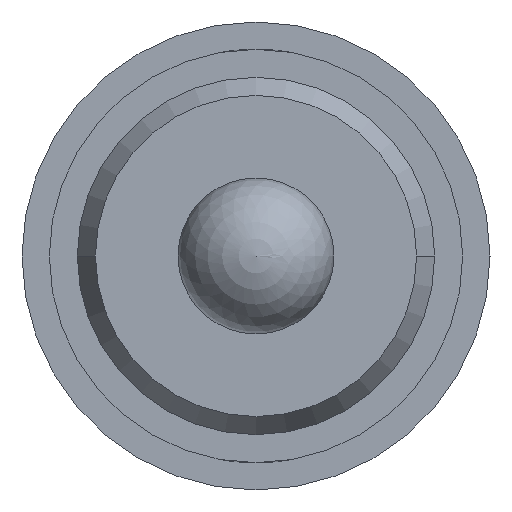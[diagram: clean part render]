
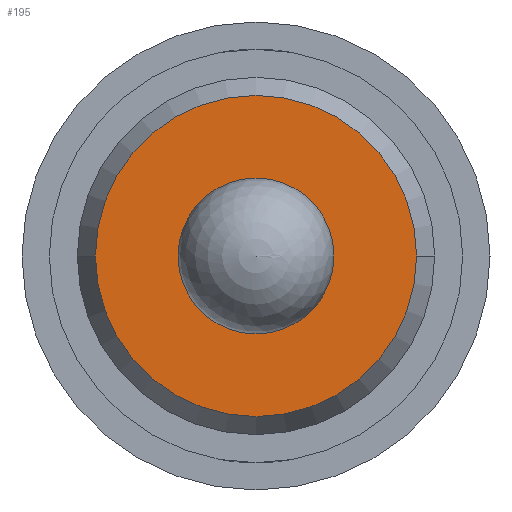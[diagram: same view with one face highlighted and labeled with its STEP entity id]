
A CAD part, front view. The second image highlights one B-rep face of the part: STEP entity #195.
In plain terms, the highlighted planar face has unit normal (0, -1, 0).
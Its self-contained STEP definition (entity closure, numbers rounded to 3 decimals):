
#91 = CARTESIAN_POINT ( 'NONE',  ( -1.145, -28.6, 0. ) ) ;
#103 = CARTESIAN_POINT ( 'NONE',  ( 0., -28.6, 0. ) ) ;
#157 = DIRECTION ( 'NONE',  ( 1., 0., 0. ) ) ;
#167 = DIRECTION ( 'NONE',  ( 0., -1., 0. ) ) ;
#195 = ADVANCED_FACE ( 'Defeature ausgef�hrt1_17', ( #3078, #4293 ), #3861, .T. ) ;
#403 = EDGE_CURVE ( 'Defeature ausgef�hrt1_17+Defeature ausgef�hrt1_16+Defeature ausgef�hrt1_16+Defeature ausgef�hrt1_16', #1940, #2373, #1338, .T. ) ;
#584 = CIRCLE ( 'NONE', #4090, 1.03 ) ;
#593 = VERTEX_POINT ( 'NONE', #3697 ) ;
#652 = CARTESIAN_POINT ( 'NONE',  ( 0., -28.6, 0. ) ) ;
#785 = DIRECTION ( 'NONE',  ( 0., 1., 0. ) ) ;
#873 = DIRECTION ( 'NONE',  ( 0., -1., 0. ) ) ;
#1067 = EDGE_CURVE ( 'Defeature ausgef�hrt1_17+Defeature ausgef�hrt1_16+Defeature ausgef�hrt1_16+Defeature ausgef�hrt1_16', #2373, #1940, #584, .T. ) ;
#1092 = CARTESIAN_POINT ( 'NONE',  ( 0., -28.6, -0.5 ) ) ;
#1270 = DIRECTION ( 'NONE',  ( 0., 0., -1. ) ) ;
#1338 = CIRCLE ( 'NONE', #3892, 1.03 ) ;
#1464 = AXIS2_PLACEMENT_3D ( 'NONE', #103, #785, #3196 ) ;
#1615 = ORIENTED_EDGE ( 'NONE', *, *, #403, .T. ) ;
#1629 = AXIS2_PLACEMENT_3D ( 'NONE', #652, #3728, #1270 ) ;
#1674 = VERTEX_POINT ( 'NONE', #1092 ) ;
#1694 = EDGE_CURVE ( 'Defeature ausgef�hrt1_17+Defeature ausgef�hrt1_14+Defeature ausgef�hrt1_14+Defeature ausgef�hrt1_14', #593, #1674, #3017, .T. ) ;
#1741 = CARTESIAN_POINT ( 'NONE',  ( 1.03, -28.6, 0. ) ) ;
#1929 = DIRECTION ( 'NONE',  ( 1., 0., 0. ) ) ;
#1940 = VERTEX_POINT ( 'NONE', #1741 ) ;
#2038 = EDGE_CURVE ( 'Defeature ausgef�hrt1_17+Defeature ausgef�hrt1_14+Defeature ausgef�hrt1_14+Defeature ausgef�hrt1_14', #1674, #593, #2056, .T. ) ;
#2056 = CIRCLE ( 'NONE', #1629, 0.5 ) ;
#2342 = CARTESIAN_POINT ( 'NONE',  ( -1.03, -28.6, 0. ) ) ;
#2373 = VERTEX_POINT ( 'NONE', #2342 ) ;
#2507 = DIRECTION ( 'NONE',  ( 0., -1., 0. ) ) ;
#2727 = EDGE_LOOP ( 'NONE', ( #2885, #1615 ) ) ;
#2806 = AXIS2_PLACEMENT_3D ( 'NONE', #91, #2507, #3198 ) ;
#2885 = ORIENTED_EDGE ( 'NONE', *, *, #1067, .T. ) ;
#2984 = ORIENTED_EDGE ( 'NONE', *, *, #2038, .T. ) ;
#3017 = CIRCLE ( 'NONE', #1464, 0.5 ) ;
#3078 = FACE_BOUND ( 'NONE', #3425, .T. ) ;
#3196 = DIRECTION ( 'NONE',  ( 0., 0., -1. ) ) ;
#3198 = DIRECTION ( 'NONE',  ( 1., 0., 0. ) ) ;
#3425 = EDGE_LOOP ( 'NONE', ( #3895, #2984 ) ) ;
#3697 = CARTESIAN_POINT ( 'NONE',  ( 0., -28.6, 0.5 ) ) ;
#3728 = DIRECTION ( 'NONE',  ( 0., 1., 0. ) ) ;
#3861 = PLANE ( 'NONE',  #2806 ) ;
#3892 = AXIS2_PLACEMENT_3D ( 'NONE', #4273, #167, #157 ) ;
#3895 = ORIENTED_EDGE ( 'NONE', *, *, #1694, .T. ) ;
#4090 = AXIS2_PLACEMENT_3D ( 'NONE', #4291, #873, #1929 ) ;
#4273 = CARTESIAN_POINT ( 'NONE',  ( 0., -28.6, 0. ) ) ;
#4291 = CARTESIAN_POINT ( 'NONE',  ( 0., -28.6, 0. ) ) ;
#4293 = FACE_OUTER_BOUND ( 'NONE', #2727, .T. ) ;
